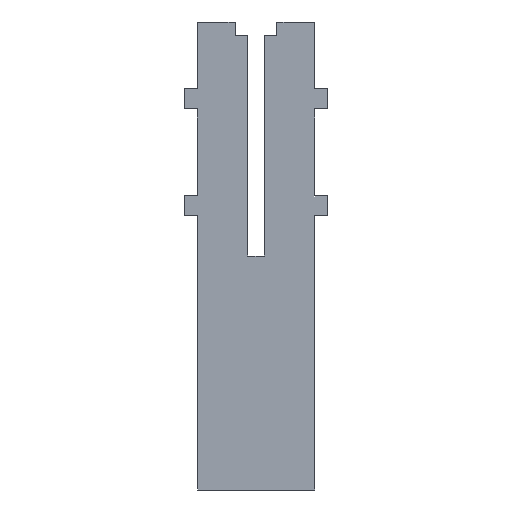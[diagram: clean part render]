
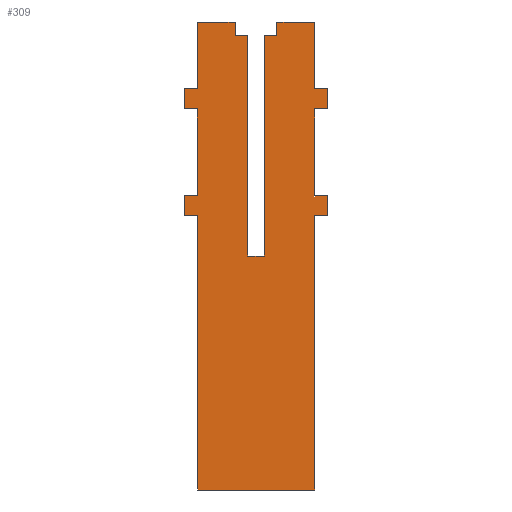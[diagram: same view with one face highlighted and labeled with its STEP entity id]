
A CAD part, front view. The second image highlights one B-rep face of the part: STEP entity #309.
In plain terms, the highlighted planar face has unit normal (0, -1, 0).
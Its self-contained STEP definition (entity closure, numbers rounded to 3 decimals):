
#309=ADVANCED_FACE('',(#521),#523,.F.);
#521=FACE_BOUND('',#522,.T.);
#522=EDGE_LOOP('',(#668,#669,#670,#671,#672,#673,#674,#675,#676,#677,#678,#679,#680,
#681,#682,#683,#684,#685,#686,#687,#688,#689,#690,#691,#692,#693,#694,#695));
#523=PLANE('',#524);
#524=AXIS2_PLACEMENT_3D('',#525,#526,#527);
#525=CARTESIAN_POINT('',(0.,0.,0.));
#526=DIRECTION('',(0.,1.,0.));
#527=DIRECTION('',(-1.,0.,0.));
#668=ORIENTED_EDGE('',*,*,#778,.F.);
#669=ORIENTED_EDGE('',*,*,#775,.F.);
#670=ORIENTED_EDGE('',*,*,#772,.F.);
#671=ORIENTED_EDGE('',*,*,#769,.F.);
#672=ORIENTED_EDGE('',*,*,#766,.F.);
#673=ORIENTED_EDGE('',*,*,#763,.F.);
#674=ORIENTED_EDGE('',*,*,#760,.F.);
#675=ORIENTED_EDGE('',*,*,#757,.F.);
#676=ORIENTED_EDGE('',*,*,#754,.F.);
#677=ORIENTED_EDGE('',*,*,#751,.F.);
#678=ORIENTED_EDGE('',*,*,#748,.F.);
#679=ORIENTED_EDGE('',*,*,#745,.F.);
#680=ORIENTED_EDGE('',*,*,#742,.F.);
#681=ORIENTED_EDGE('',*,*,#739,.F.);
#682=ORIENTED_EDGE('',*,*,#736,.F.);
#683=ORIENTED_EDGE('',*,*,#733,.F.);
#684=ORIENTED_EDGE('',*,*,#730,.F.);
#685=ORIENTED_EDGE('',*,*,#727,.F.);
#686=ORIENTED_EDGE('',*,*,#724,.F.);
#687=ORIENTED_EDGE('',*,*,#721,.F.);
#688=ORIENTED_EDGE('',*,*,#718,.F.);
#689=ORIENTED_EDGE('',*,*,#715,.F.);
#690=ORIENTED_EDGE('',*,*,#712,.F.);
#691=ORIENTED_EDGE('',*,*,#709,.F.);
#692=ORIENTED_EDGE('',*,*,#706,.F.);
#693=ORIENTED_EDGE('',*,*,#703,.F.);
#694=ORIENTED_EDGE('',*,*,#700,.F.);
#695=ORIENTED_EDGE('',*,*,#696,.F.);
#696=EDGE_CURVE('',#780,#781,#782,.T.);
#700=EDGE_CURVE('',#781,#788,#789,.T.);
#703=EDGE_CURVE('',#788,#793,#794,.T.);
#706=EDGE_CURVE('',#793,#798,#799,.T.);
#709=EDGE_CURVE('',#798,#803,#804,.T.);
#712=EDGE_CURVE('',#803,#808,#809,.T.);
#715=EDGE_CURVE('',#808,#813,#814,.T.);
#718=EDGE_CURVE('',#813,#818,#819,.T.);
#721=EDGE_CURVE('',#818,#823,#824,.T.);
#724=EDGE_CURVE('',#823,#828,#829,.T.);
#727=EDGE_CURVE('',#828,#833,#834,.T.);
#730=EDGE_CURVE('',#833,#838,#839,.T.);
#733=EDGE_CURVE('',#838,#843,#844,.T.);
#736=EDGE_CURVE('',#843,#848,#849,.T.);
#739=EDGE_CURVE('',#848,#853,#854,.T.);
#742=EDGE_CURVE('',#853,#858,#859,.T.);
#745=EDGE_CURVE('',#858,#863,#864,.T.);
#748=EDGE_CURVE('',#863,#868,#869,.T.);
#751=EDGE_CURVE('',#868,#873,#874,.T.);
#754=EDGE_CURVE('',#873,#878,#879,.T.);
#757=EDGE_CURVE('',#878,#883,#884,.T.);
#760=EDGE_CURVE('',#883,#888,#889,.T.);
#763=EDGE_CURVE('',#888,#893,#894,.T.);
#766=EDGE_CURVE('',#893,#898,#899,.T.);
#769=EDGE_CURVE('',#898,#903,#904,.T.);
#772=EDGE_CURVE('',#903,#908,#909,.T.);
#775=EDGE_CURVE('',#908,#913,#914,.T.);
#778=EDGE_CURVE('',#913,#780,#918,.T.);
#780=VERTEX_POINT('',#920);
#781=VERTEX_POINT('',#921);
#782=LINE('',#922,#923);
#788=VERTEX_POINT('',#936);
#789=LINE('',#937,#938);
#793=VERTEX_POINT('',#947);
#794=LINE('',#948,#949);
#798=VERTEX_POINT('',#958);
#799=LINE('',#959,#960);
#803=VERTEX_POINT('',#969);
#804=LINE('',#970,#971);
#808=VERTEX_POINT('',#980);
#809=LINE('',#981,#982);
#813=VERTEX_POINT('',#991);
#814=LINE('',#992,#993);
#818=VERTEX_POINT('',#1002);
#819=LINE('',#1003,#1004);
#823=VERTEX_POINT('',#1013);
#824=LINE('',#1014,#1015);
#828=VERTEX_POINT('',#1024);
#829=LINE('',#1025,#1026);
#833=VERTEX_POINT('',#1035);
#834=LINE('',#1036,#1037);
#838=VERTEX_POINT('',#1046);
#839=LINE('',#1047,#1048);
#843=VERTEX_POINT('',#1057);
#844=LINE('',#1058,#1059);
#848=VERTEX_POINT('',#1068);
#849=LINE('',#1069,#1070);
#853=VERTEX_POINT('',#1079);
#854=LINE('',#1080,#1081);
#858=VERTEX_POINT('',#1090);
#859=LINE('',#1091,#1092);
#863=VERTEX_POINT('',#1101);
#864=LINE('',#1102,#1103);
#868=VERTEX_POINT('',#1112);
#869=LINE('',#1113,#1114);
#873=VERTEX_POINT('',#1123);
#874=LINE('',#1124,#1125);
#878=VERTEX_POINT('',#1134);
#879=LINE('',#1135,#1136);
#883=VERTEX_POINT('',#1145);
#884=LINE('',#1146,#1147);
#888=VERTEX_POINT('',#1156);
#889=LINE('',#1157,#1158);
#893=VERTEX_POINT('',#1167);
#894=LINE('',#1168,#1169);
#898=VERTEX_POINT('',#1178);
#899=LINE('',#1179,#1180);
#903=VERTEX_POINT('',#1189);
#904=LINE('',#1190,#1191);
#908=VERTEX_POINT('',#1200);
#909=LINE('',#1201,#1202);
#913=VERTEX_POINT('',#1211);
#914=LINE('',#1212,#1213);
#918=LINE('',#1222,#1223);
#920=CARTESIAN_POINT('',(-8.75,0.,2.));
#921=CARTESIAN_POINT('',(-3.125,0.,2.));
#922=CARTESIAN_POINT('',(-8.75,0.,2.));
#923=VECTOR('',#924,1.);
#924=DIRECTION('',(1.,0.,0.));
#936=CARTESIAN_POINT('',(-3.125,0.,0.));
#937=CARTESIAN_POINT('',(-3.125,0.,2.));
#938=VECTOR('',#939,1.);
#939=DIRECTION('',(0.,0.,-1.));
#947=CARTESIAN_POINT('',(-1.25,0.,0.));
#948=CARTESIAN_POINT('',(-3.125,0.,0.));
#949=VECTOR('',#950,1.);
#950=DIRECTION('',(1.,0.,0.));
#958=CARTESIAN_POINT('',(-1.25,0.,-33.));
#959=CARTESIAN_POINT('',(-1.25,0.,0.));
#960=VECTOR('',#961,1.);
#961=DIRECTION('',(0.,0.,-1.));
#969=CARTESIAN_POINT('',(1.25,0.,-33.));
#970=CARTESIAN_POINT('',(-1.25,0.,-33.));
#971=VECTOR('',#972,1.);
#972=DIRECTION('',(1.,0.,0.));
#980=CARTESIAN_POINT('',(1.25,0.,0.));
#981=CARTESIAN_POINT('',(1.25,0.,-33.));
#982=VECTOR('',#983,1.);
#983=DIRECTION('',(0.,0.,1.));
#991=CARTESIAN_POINT('',(3.125,0.,0.));
#992=CARTESIAN_POINT('',(1.25,0.,0.));
#993=VECTOR('',#994,1.);
#994=DIRECTION('',(1.,0.,0.));
#1002=CARTESIAN_POINT('',(3.125,0.,2.));
#1003=CARTESIAN_POINT('',(3.125,0.,0.));
#1004=VECTOR('',#1005,1.);
#1005=DIRECTION('',(0.,0.,1.));
#1013=CARTESIAN_POINT('',(8.75,0.,2.));
#1014=CARTESIAN_POINT('',(3.125,0.,2.));
#1015=VECTOR('',#1016,1.);
#1016=DIRECTION('',(1.,0.,0.));
#1024=CARTESIAN_POINT('',(8.75,0.,-8.));
#1025=CARTESIAN_POINT('',(8.75,0.,2.));
#1026=VECTOR('',#1027,1.);
#1027=DIRECTION('',(0.,0.,-1.));
#1035=CARTESIAN_POINT('',(10.75,0.,-8.));
#1036=CARTESIAN_POINT('',(8.75,0.,-8.));
#1037=VECTOR('',#1038,1.);
#1038=DIRECTION('',(1.,0.,0.));
#1046=CARTESIAN_POINT('',(10.75,0.,-11.));
#1047=CARTESIAN_POINT('',(10.75,0.,-8.));
#1048=VECTOR('',#1049,1.);
#1049=DIRECTION('',(0.,0.,-1.));
#1057=CARTESIAN_POINT('',(8.75,0.,-11.));
#1058=CARTESIAN_POINT('',(10.75,0.,-11.));
#1059=VECTOR('',#1060,1.);
#1060=DIRECTION('',(-1.,0.,0.));
#1068=CARTESIAN_POINT('',(8.75,0.,-24.));
#1069=CARTESIAN_POINT('',(8.75,0.,-11.));
#1070=VECTOR('',#1071,1.);
#1071=DIRECTION('',(0.,0.,-1.));
#1079=CARTESIAN_POINT('',(10.75,0.,-24.));
#1080=CARTESIAN_POINT('',(8.75,0.,-24.));
#1081=VECTOR('',#1082,1.);
#1082=DIRECTION('',(1.,0.,0.));
#1090=CARTESIAN_POINT('',(10.75,0.,-27.));
#1091=CARTESIAN_POINT('',(10.75,0.,-24.));
#1092=VECTOR('',#1093,1.);
#1093=DIRECTION('',(0.,0.,-1.));
#1101=CARTESIAN_POINT('',(8.75,0.,-27.));
#1102=CARTESIAN_POINT('',(10.75,0.,-27.));
#1103=VECTOR('',#1104,1.);
#1104=DIRECTION('',(-1.,0.,0.));
#1112=CARTESIAN_POINT('',(8.75,0.,-68.));
#1113=CARTESIAN_POINT('',(8.75,0.,-27.));
#1114=VECTOR('',#1115,1.);
#1115=DIRECTION('',(0.,0.,-1.));
#1123=CARTESIAN_POINT('',(-8.75,0.,-68.));
#1124=CARTESIAN_POINT('',(8.75,0.,-68.));
#1125=VECTOR('',#1126,1.);
#1126=DIRECTION('',(-1.,0.,0.));
#1134=CARTESIAN_POINT('',(-8.75,0.,-27.));
#1135=CARTESIAN_POINT('',(-8.75,0.,-68.));
#1136=VECTOR('',#1137,1.);
#1137=DIRECTION('',(0.,0.,1.));
#1145=CARTESIAN_POINT('',(-10.75,0.,-27.));
#1146=CARTESIAN_POINT('',(-8.75,0.,-27.));
#1147=VECTOR('',#1148,1.);
#1148=DIRECTION('',(-1.,0.,0.));
#1156=CARTESIAN_POINT('',(-10.75,0.,-24.));
#1157=CARTESIAN_POINT('',(-10.75,0.,-27.));
#1158=VECTOR('',#1159,1.);
#1159=DIRECTION('',(0.,0.,1.));
#1167=CARTESIAN_POINT('',(-8.75,0.,-24.));
#1168=CARTESIAN_POINT('',(-10.75,0.,-24.));
#1169=VECTOR('',#1170,1.);
#1170=DIRECTION('',(1.,0.,0.));
#1178=CARTESIAN_POINT('',(-8.75,0.,-11.));
#1179=CARTESIAN_POINT('',(-8.75,0.,-24.));
#1180=VECTOR('',#1181,1.);
#1181=DIRECTION('',(0.,0.,1.));
#1189=CARTESIAN_POINT('',(-10.75,0.,-11.));
#1190=CARTESIAN_POINT('',(-8.75,0.,-11.));
#1191=VECTOR('',#1192,1.);
#1192=DIRECTION('',(-1.,0.,0.));
#1200=CARTESIAN_POINT('',(-10.75,0.,-8.));
#1201=CARTESIAN_POINT('',(-10.75,0.,-11.));
#1202=VECTOR('',#1203,1.);
#1203=DIRECTION('',(0.,0.,1.));
#1211=CARTESIAN_POINT('',(-8.75,0.,-8.));
#1212=CARTESIAN_POINT('',(-10.75,0.,-8.));
#1213=VECTOR('',#1214,1.);
#1214=DIRECTION('',(1.,0.,0.));
#1222=CARTESIAN_POINT('',(-8.75,0.,-8.));
#1223=VECTOR('',#1224,1.);
#1224=DIRECTION('',(0.,0.,1.));
